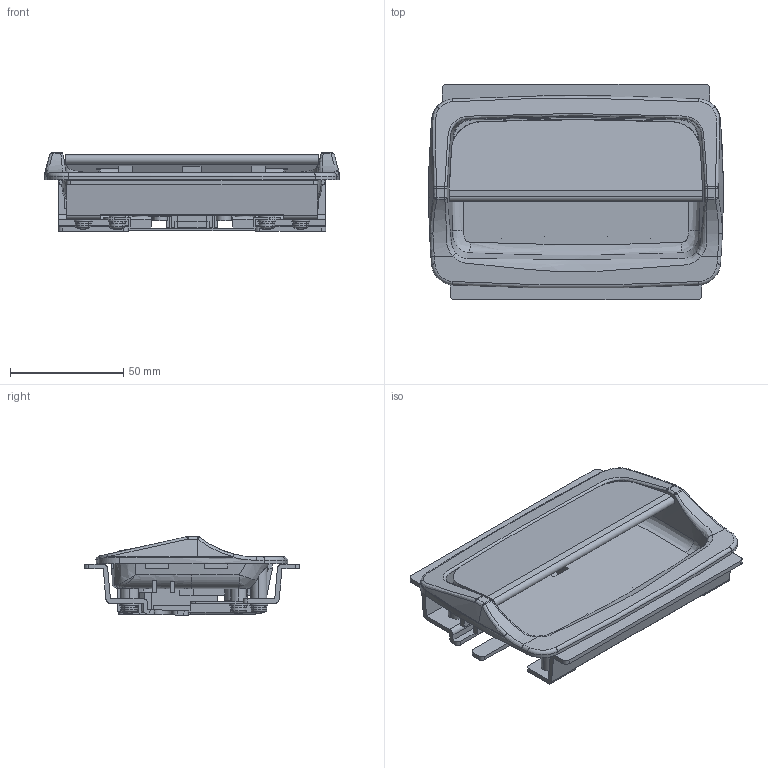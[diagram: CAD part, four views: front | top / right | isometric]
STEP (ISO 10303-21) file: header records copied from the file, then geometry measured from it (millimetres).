
FILE_DESCRIPTION (( 'STEP AP203' ), '1' );
FILE_NAME ('A-530-2-K.STEP', '2021-08-27T02:42:02', ( '' ), ( '' ), 'SwSTEP 2.0', 'SolidWorks 2018', '' );
FILE_SCHEMA (( 'CONFIG_CONTROL_DESIGN' ));
Length unit declared in the file: millimetre
Products named in the file (13): A-530-2-K_本体_; A-530-2-K_ラッチケース_; A-530-2-K_軸_; A-530-2-K_ラッチ_; A-530-2-K; A-530-2-K_取付板A_; A-530-2-K_平座金_; A-530-2-K_軸受_; A-530-2-K_E形止め輪ver1.00__E形止め輪 呼び3(SUS); A-530-2-K_取付板B_; A-530-2-K_十字穴付皿小ねじ_内径基準ver1.02__M4x8十字穴付皿小ねじ(鉄); A-530-2-K_ハンドル_; A-530-2-K_十字穴付小ねじ_内径基準ver1.02__M4x8十字穴付なべ小ねじ(鉄)SWシングルセムス(P2)
Assembly tree (29 placements, depth 2):
  A-530-2-K
    A-530-2-K_本体_
    A-530-2-K_ハンドル_
    A-530-2-K_軸受_  x2
    A-530-2-K_ラッチ_
    A-530-2-K_ラッチケース_
    A-530-2-K_軸_
    A-530-2-K_取付板A_
    A-530-2-K_取付板B_
    A-530-2-K_十字穴付皿小ねじ_内径基準ver1.02__M4x8十字穴付皿小ねじ(鉄)  x2
    A-530-2-K_十字穴付小ねじ_内径基準ver1.02__M4x8十字穴付なべ小ねじ(鉄)SWシングルセムス(P2)  x8
    A-530-2-K_平座金_  x8
    A-530-2-K_E形止め輪ver1.00__E形止め輪 呼び3(SUS)  x2
Bounding box: 129.94 x 95 x 34.83 mm (x, y, z)
Volume: 84862.1 mm3; surface area: 79906.2 mm2
Topology: 29 solids, 29 shells, 1140 faces, 2986 edges, 1915 vertices
Faces by surface type: plane 568, cylinder 370, cone 95, bspline 56, torus 29, sphere 22
Entity records: 32632 total; most frequent: CARTESIAN_POINT 12790, ORIENTED_EDGE 3852, DIRECTION 3671, EDGE_CURVE 1926, AXIS2_PLACEMENT_3D 1289, VERTEX_POINT 1245, VECTOR 1093, LINE 1093
